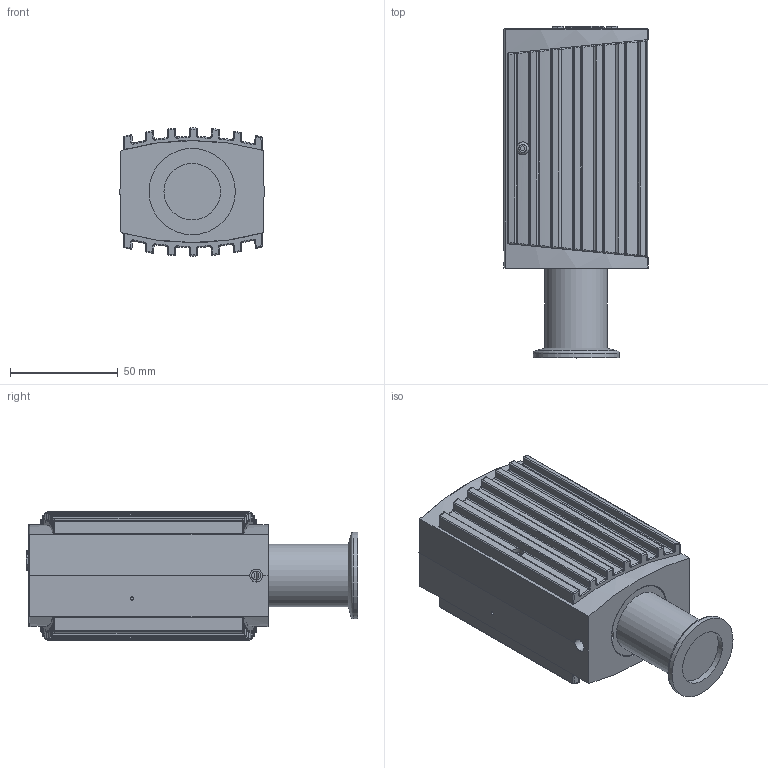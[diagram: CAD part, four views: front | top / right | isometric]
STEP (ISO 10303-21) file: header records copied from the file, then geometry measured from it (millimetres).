
FILE_DESCRIPTION(/* description */ (''),/* implementation_level */ '2;1');
FILE_NAME(/* name */ '353-600.stp',/* time_stamp */ '2018-12-11T10:41:38+01:00',/* author */ ('BEM'),/* organization */ (''),/* preprocessor_version */ 'ST-DEVELOPER v17',/* originating_system */ 'Autodesk Inventor 2018',/* authorisation */ '');
FILE_SCHEMA (('AUTOMOTIVE_DESIGN { 1 0 10303 214 3 1 1 }'));
Products named in the file (1): Bauteil4
Bounding box: 66.83 x 153.9 x 59.39 mm (x, y, z)
Volume: 136483.1 mm3; surface area: 89964.2 mm2
Topology: 14 solids, 14 shells, 1808 faces, 4576 edges, 2872 vertices
Faces by surface type: plane 630, cylinder 593, bspline 374, sphere 99, torus 96, cone 16
Full cylindrical faces by diameter (mm): 1.02 x9, 1.1 x2, 1.4 x2, 1.5 x2, 2.156 x2, 2.2 x2, 2.3 x4, 2.459 x2, 2.6 x3, 2.8 x4, 2.845 x2, 3 x2, 3.2 x6, 3.5 x2, 4 x1, 4.134 x1, 4.2 x1, 4.8 x2, 5.7 x2, 6 x3, 9 x1, 10 x1, 24.8 x1, 25.6 x1, 26 x1, 26.2 x1, 26.8 x1, 28.7 x1, 29 x1, 31.95 x2
Entity records: 78734 total; most frequent: CARTESIAN_POINT 35022, ORIENTED_EDGE 9136, DIRECTION 8012, EDGE_CURVE 4568, AXIS2_PLACEMENT_3D 2894, VERTEX_POINT 2872, LINE 2224, VECTOR 2224
